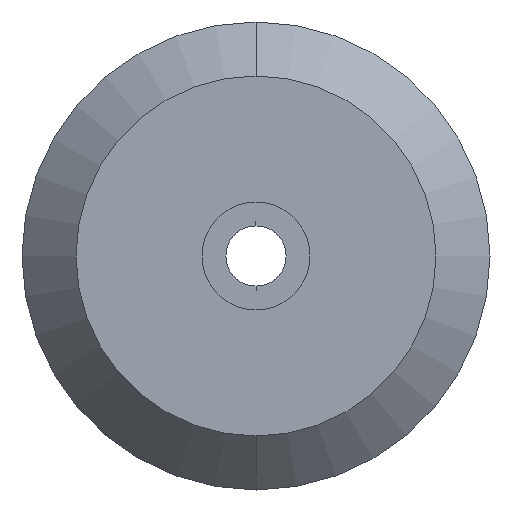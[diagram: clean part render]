
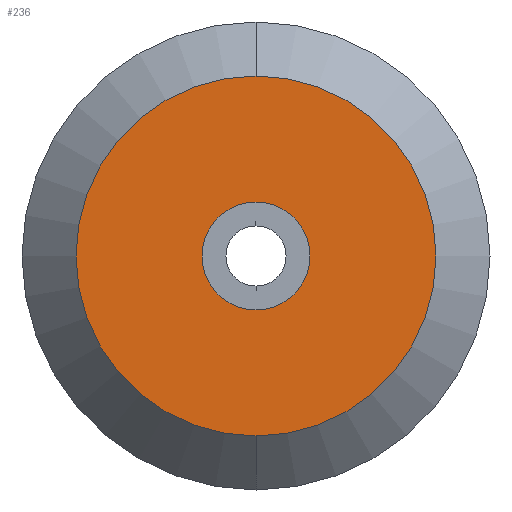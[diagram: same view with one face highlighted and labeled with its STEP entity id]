
A CAD part, front view. The second image highlights one B-rep face of the part: STEP entity #236.
In plain terms, the highlighted face is planar.
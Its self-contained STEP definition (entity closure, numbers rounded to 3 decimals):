
#227 = ORIENTED_EDGE ( 'NONE', *, *, #256, .T. ) ;
#228 = EDGE_CURVE ( 'NONE', #242, #245, #865, .T. ) ;
#229 = EDGE_LOOP ( 'NONE', ( #231, #230 ) ) ;
#230 = ORIENTED_EDGE ( 'NONE', *, *, #259, .F. ) ;
#231 = ORIENTED_EDGE ( 'NONE', *, *, #234, .F. ) ;
#233 = ORIENTED_EDGE ( 'NONE', *, *, #228, .T. ) ;
#234 = EDGE_CURVE ( 'NONE', #250, #255, #976, .T. ) ;
#236 = ADVANCED_FACE ( 'NONE', ( #1003, #967 ), #896, .T. ) ;
#242 = VERTEX_POINT ( 'NONE', #925 ) ;
#245 = VERTEX_POINT ( 'NONE', #928 ) ;
#250 = VERTEX_POINT ( 'NONE', #927 ) ;
#255 = VERTEX_POINT ( 'NONE', #913 ) ;
#256 = EDGE_CURVE ( 'NONE', #245, #242, #963, .T. ) ;
#259 = EDGE_CURVE ( 'NONE', #255, #250, #966, .T. ) ;
#266 = EDGE_LOOP ( 'NONE', ( #233, #227 ) ) ;
#865 = CIRCLE ( 'NONE', #882, 5. ) ;
#882 = AXIS2_PLACEMENT_3D ( 'NONE', #1002, #1001, #908 ) ;
#896 = PLANE ( 'NONE',  #968 ) ;
#899 = DIRECTION ( 'NONE',  ( 1., 0., 0. ) ) ;
#902 = DIRECTION ( 'NONE',  ( 0., 0., -1. ) ) ;
#903 = DIRECTION ( 'NONE',  ( 1., 0., 0. ) ) ;
#904 = CARTESIAN_POINT ( 'NONE',  ( 0., 0., 0. ) ) ;
#905 = AXIS2_PLACEMENT_3D ( 'NONE', #904, #903, #902 ) ;
#906 = CARTESIAN_POINT ( 'NONE',  ( 0., 1.5, 0. ) ) ;
#908 = DIRECTION ( 'NONE',  ( 0., 0., -1. ) ) ;
#913 = CARTESIAN_POINT ( 'NONE',  ( 0., 0., 1.5 ) ) ;
#925 = CARTESIAN_POINT ( 'NONE',  ( 0., 0., 5. ) ) ;
#927 = CARTESIAN_POINT ( 'NONE',  ( 0., 0., -1.5 ) ) ;
#928 = CARTESIAN_POINT ( 'NONE',  ( 0., 0., -5. ) ) ;
#947 = DIRECTION ( 'NONE',  ( 0., 0., -1. ) ) ;
#948 = DIRECTION ( 'NONE',  ( 1., 0., 0. ) ) ;
#949 = CARTESIAN_POINT ( 'NONE',  ( 0., 0., 0. ) ) ;
#956 = DIRECTION ( 'NONE',  ( 0., 0., -1. ) ) ;
#957 = DIRECTION ( 'NONE',  ( 1., 0., 0. ) ) ;
#958 = CARTESIAN_POINT ( 'NONE',  ( 0., 0., 0. ) ) ;
#959 = AXIS2_PLACEMENT_3D ( 'NONE', #958, #957, #956 ) ;
#961 = AXIS2_PLACEMENT_3D ( 'NONE', #949, #948, #947 ) ;
#963 = CIRCLE ( 'NONE', #959, 5. ) ;
#966 = CIRCLE ( 'NONE', #961, 1.5 ) ;
#967 = FACE_BOUND ( 'NONE', #229, .T. ) ;
#968 = AXIS2_PLACEMENT_3D ( 'NONE', #906, #899, #1014 ) ;
#976 = CIRCLE ( 'NONE', #905, 1.5 ) ;
#1001 = DIRECTION ( 'NONE',  ( 1., 0., 0. ) ) ;
#1002 = CARTESIAN_POINT ( 'NONE',  ( 0., 0., 0. ) ) ;
#1003 = FACE_OUTER_BOUND ( 'NONE', #266, .T. ) ;
#1014 = DIRECTION ( 'NONE',  ( 0., 0., -1. ) ) ;
